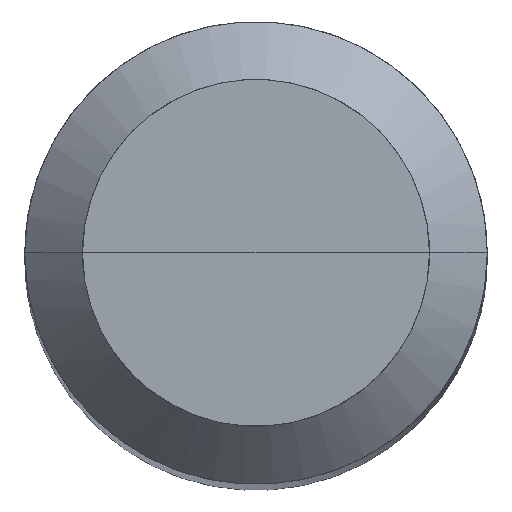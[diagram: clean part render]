
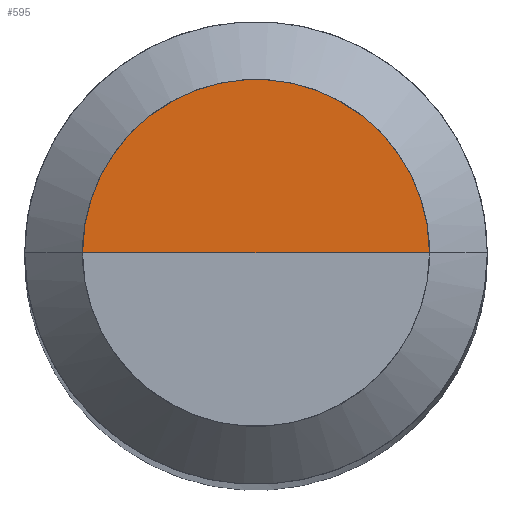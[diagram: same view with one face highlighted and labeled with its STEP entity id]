
A CAD part, top view. The second image highlights one B-rep face of the part: STEP entity #595.
In plain terms, the highlighted free-form (B-spline) face has degree [1, 2] with [2, 5] control points.
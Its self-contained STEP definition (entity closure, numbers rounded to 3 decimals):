
#120=CARTESIAN_POINT('',(-1.5,0.,30.242));
#124=CARTESIAN_POINT('',(1.5,0.,30.242));
#125=CARTESIAN_POINT('',(0.,0.,30.242));
#141=CARTESIAN_POINT('',(1.5,1.5,30.242));
#142=CARTESIAN_POINT('',(0.,1.5,30.242));
#143=CARTESIAN_POINT('',(-1.5,1.5,30.242));
#580=(
BOUNDED_SURFACE()
B_SPLINE_SURFACE(1,2,(
(#124,#141,#142,#143,#120),
(#125,#125,#125,#125,#125)
), .UNSPECIFIED.,.F.,.F.,.F.)
B_SPLINE_SURFACE_WITH_KNOTS((2,2),(3,2,3),(
0.,1.),(
0.,0.5,1.), .UNSPECIFIED.)
GEOMETRIC_REPRESENTATION_ITEM()
RATIONAL_B_SPLINE_SURFACE(((1.,0.707,1.,0.707,1.),
(1.,0.707,1.,0.707,1.)
))
REPRESENTATION_ITEM('')
SURFACE()
);
#581=(
BOUNDED_CURVE()
B_SPLINE_CURVE(2,(#120,#143,#142,#141,#124),.UNSPECIFIED.,.F.,.F.)
B_SPLINE_CURVE_WITH_KNOTS((3,2,3),
(0.,0.5,1.),.UNSPECIFIED.)
CURVE()
GEOMETRIC_REPRESENTATION_ITEM()
RATIONAL_B_SPLINE_CURVE((1.,0.707,1.,0.707,1.))
REPRESENTATION_ITEM('')
);
#582=(
BOUNDED_CURVE()
B_SPLINE_CURVE(1,(#124,#125),.UNSPECIFIED.,.F.,.F.)
B_SPLINE_CURVE_WITH_KNOTS((2,2),
(0.,1.),.UNSPECIFIED.)
CURVE()
GEOMETRIC_REPRESENTATION_ITEM()
RATIONAL_B_SPLINE_CURVE((1.,1.))
REPRESENTATION_ITEM('')
);
#583=(
BOUNDED_CURVE()
B_SPLINE_CURVE(1,(#125,#120),.UNSPECIFIED.,.F.,.F.)
B_SPLINE_CURVE_WITH_KNOTS((2,2),
(0.,1.),.UNSPECIFIED.)
CURVE()
GEOMETRIC_REPRESENTATION_ITEM()
RATIONAL_B_SPLINE_CURVE((1.,1.))
REPRESENTATION_ITEM('')
);
#584=VERTEX_POINT('',#120);
#585=VERTEX_POINT('',#124);
#586=VERTEX_POINT('',#125);
#587=EDGE_CURVE('',#584,#585,#581,.T.);
#588=EDGE_CURVE('',#585,#586,#582,.T.);
#589=EDGE_CURVE('',#586,#584,#583,.T.);
#590=ORIENTED_EDGE('',*,*,#587,.T.);
#591=ORIENTED_EDGE('',*,*,#588,.T.);
#592=ORIENTED_EDGE('',*,*,#589,.T.);
#593=EDGE_LOOP('',(#590,#591,#592));
#594=FACE_OUTER_BOUND('',#593,.T.);
#595=ADVANCED_FACE('',(#594),#580,.T.);
